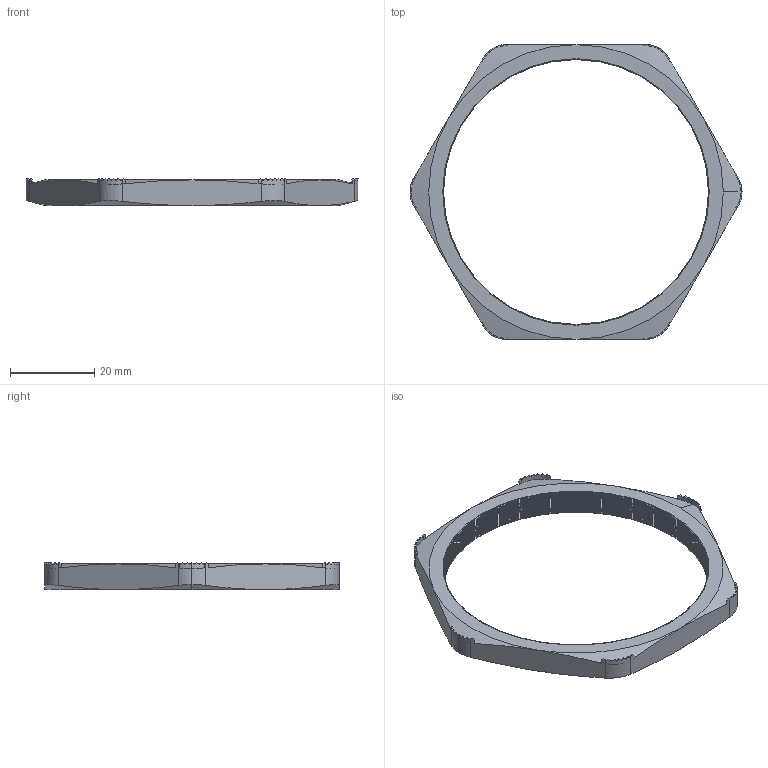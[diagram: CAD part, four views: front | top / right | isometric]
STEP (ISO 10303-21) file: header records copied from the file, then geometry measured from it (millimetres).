
FILE_DESCRIPTION (( 'STEP AP203' ), '1' );
FILE_NAME ('NM-63-BE.STEP', '2008-04-01T12:05:34', ( 'Baystate-05' ), ( 'BayState InfoTech' ), 'SwSTEP 2.0', 'SolidWorks 2007', '' );
FILE_SCHEMA (( 'CONFIG_CONTROL_DESIGN' ));
Length unit declared in the file: inch
Products named in the file (1): NM-63-BE
Bounding box: 78.98 x 70.1 x 6.44 mm (x, y, z)
Volume: 6417.7 mm3; surface area: 5952.7 mm2
Topology: 1 solids, 1 shells, 266 faces, 656 edges, 392 vertices
Faces by surface type: plane 116, cone 94, cylinder 52, torus 4
Entity records: 7975 total; most frequent: CARTESIAN_POINT 2109, ORIENTED_EDGE 1312, DIRECTION 1126, EDGE_CURVE 656, AXIS2_PLACEMENT_3D 409, VERTEX_POINT 392, VECTOR 308, LINE 308
